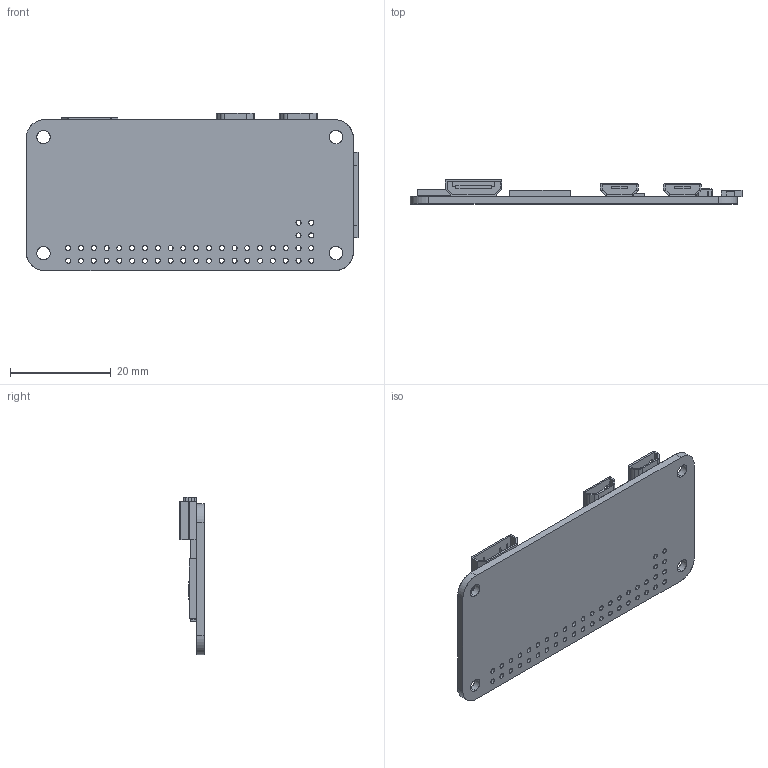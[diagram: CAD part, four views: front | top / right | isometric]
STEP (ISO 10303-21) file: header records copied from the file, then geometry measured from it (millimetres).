
FILE_DESCRIPTION (( 'STEP AP214' ), '1' );
FILE_NAME ('RaspberryPiZeroW.STEP', '2019-10-18T08:54:50', ( '' ), ( '' ), 'SwSTEP 2.0', 'SolidWorks 2017', '' );
FILE_SCHEMA (( 'AUTOMOTIVE_DESIGN' ));
Length unit declared in the file: millimetre
Products named in the file (1): RaspberryPiZeroW
Bounding box: 65.9 x 4.8 x 31.25 mm (x, y, z)
Surface area: 5741.4 mm2 (no closed solid volume)
Topology: 0 solids, 368 shells, 368 faces, 2016 edges, 2012 vertices
Faces by surface type: plane 200, cylinder 160, bspline 8
Entity records: 30631 total; most frequent: CARTESIAN_POINT 11610, DIRECTION 2758, VERTEX_POINT 2012, EDGE_CURVE 2012, ORIENTED_EDGE 2012, LINE 1372, VECTOR 1372, AXIS2_PLACEMENT_3D 693
